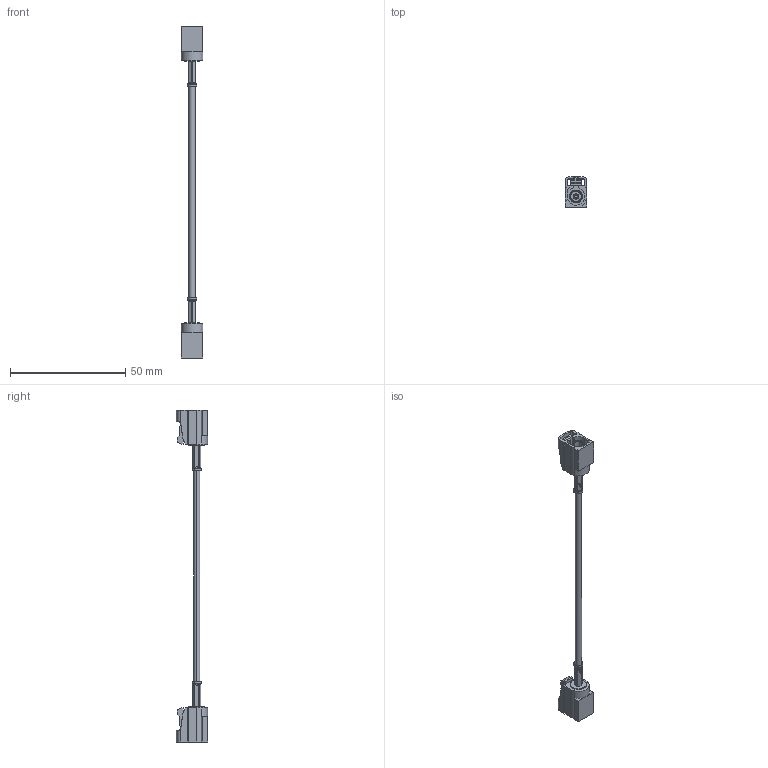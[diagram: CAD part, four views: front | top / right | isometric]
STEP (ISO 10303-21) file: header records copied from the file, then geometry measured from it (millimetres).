
FILE_DESCRIPTION (( 'STEP AP203' ), '1' );
FILE_NAME ('PE38746I.step', '2019-03-06T16:05:23', ( '' ), ( '' ), 'SwSTEP 2.0', 'SolidWorks 2017', '' );
FILE_SCHEMA (( 'CONFIG_CONTROL_DESIGN' ));
Length unit declared in the file: inch
Products named in the file (1): PE38746I
Bounding box: 9.4 x 13.48 x 143.85 mm (x, y, z)
Volume: 3019.5 mm3; surface area: 4445.4 mm2
Topology: 3 solids, 5 shells, 366 faces, 1034 edges, 684 vertices
Faces by surface type: plane 216, cylinder 120, cone 18, bspline 12
Entity records: 14860 total; most frequent: CARTESIAN_POINT 5552, ORIENTED_EDGE 2068, DIRECTION 1740, EDGE_CURVE 1034, VERTEX_POINT 684, LINE 590, VECTOR 590, AXIS2_PLACEMENT_3D 575
